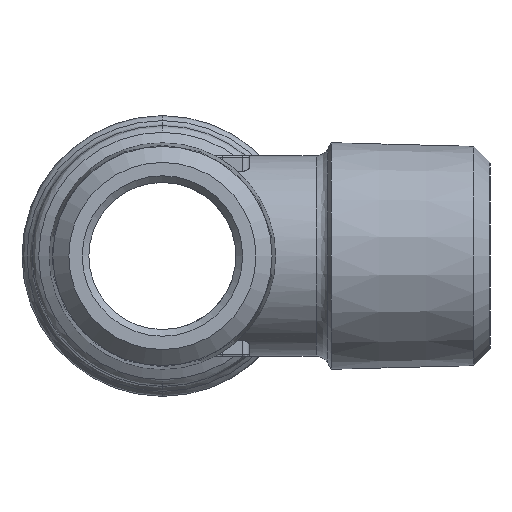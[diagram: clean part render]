
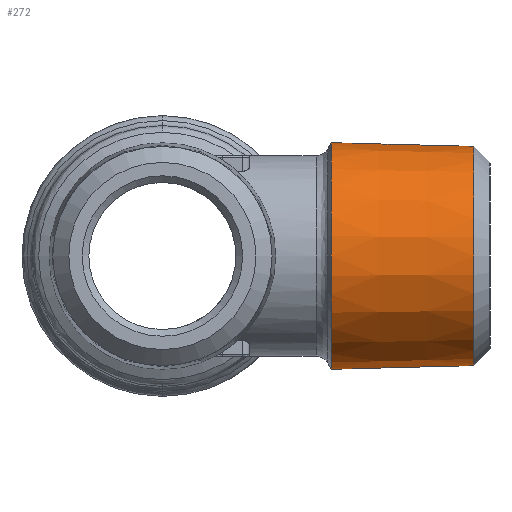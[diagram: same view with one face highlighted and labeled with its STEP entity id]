
A CAD part, left-side view. The second image highlights one B-rep face of the part: STEP entity #272.
In plain terms, the highlighted conical face has half-angle 1.47 degrees and reference radius 8.471 mm.
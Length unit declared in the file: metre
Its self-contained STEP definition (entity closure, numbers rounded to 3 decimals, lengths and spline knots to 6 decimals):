
#272 = ADVANCED_FACE( 'NONE', ( #618, #619 ), #620, .T. );
#618 = FACE_OUTER_BOUND( '', #1607, .T. );
#619 = FACE_BOUND( '', #1608, .T. );
#620 = CONICAL_SURFACE( '', #1609, 0.008471, 0.026 );
#1607 = EDGE_LOOP( '', ( #2725 ) );
#1608 = EDGE_LOOP( '', ( #2726 ) );
#1609 = AXIS2_PLACEMENT_3D( '', #2727, #2728, #2729 );
#2725 = ORIENTED_EDGE( '', *, *, #3505, .T. );
#2726 = ORIENTED_EDGE( '', *, *, #3443, .F. );
#2727 = CARTESIAN_POINT( '', ( 0., -0.012638, 0. ) );
#2728 = DIRECTION( '', ( 0., 1., 0. ) );
#2729 = DIRECTION( '', ( -1., 0., 0. ) );
#3443 = EDGE_CURVE( 'NONE', #4005, #4005, #4006, .T. );
#3505 = EDGE_CURVE( 'NONE', #4093, #4093, #4094, .T. );
#4005 = VERTEX_POINT( '', #5098 );
#4006 = CIRCLE( '', #5099, 0.008198 );
#4093 = VERTEX_POINT( '', #5273 );
#4094 = CIRCLE( '', #5274, 0.008471 );
#5098 = CARTESIAN_POINT( '', ( 0., -0.0233, 0.008198 ) );
#5099 = AXIS2_PLACEMENT_3D( '', #5900, #5901, #5902 );
#5273 = CARTESIAN_POINT( '', ( 0., -0.012638, 0.008471 ) );
#5274 = AXIS2_PLACEMENT_3D( '', #5990, #5991, #5992 );
#5900 = CARTESIAN_POINT( '', ( 0., -0.0233, 0. ) );
#5901 = DIRECTION( '', ( 0., -1., 0. ) );
#5902 = DIRECTION( '', ( 0., 0., 1. ) );
#5990 = CARTESIAN_POINT( '', ( 0., -0.012638, 0. ) );
#5991 = DIRECTION( '', ( 0., -1., 0. ) );
#5992 = DIRECTION( '', ( 0., 0., 1. ) );
